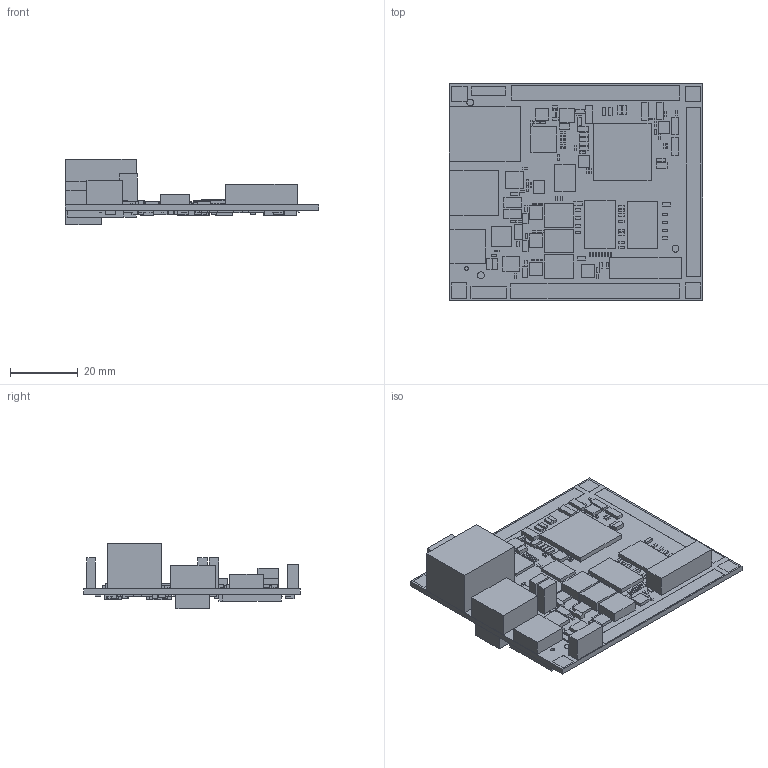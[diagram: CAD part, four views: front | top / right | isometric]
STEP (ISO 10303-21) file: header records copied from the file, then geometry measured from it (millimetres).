
FILE_DESCRIPTION(/* description */ ('PCB Design'),/* implementation_level */ '2;1');
FILE_NAME(/* name */ 'AC7010-STEP',/* time_stamp */ '2021-10-11T15:20:59+08:00',/* author */ ('ALINX-11'),/* organization */ (''),/* preprocessor_version */ 'ST-DEVELOPER v16',/* originating_system */ 'allegro_17.2S007',/* authorisation */ '');
FILE_SCHEMA (('AUTOMOTIVE_DESIGN { 1 0 10303 214 3 1 1 }'));
Length unit declared in the file: inch
Products named in the file (42): AC7010-STEP; BOARD_OUTLINE; COMPONENTS; 87831-1420-MOLEX; USB_TYPEA; JUMPER2; DIP-4; IDC-40J; C0603; C1206; L0603; TCM811TERCTR; FID_C40M80; TAN-SMB; QFN24_RTW; MICRO_SD; TLV62130RGT; C0402; C0805; QFN-28; MLP8; TPS2051BDBV; GE_RJ45; MINIUSBB; TPS51200DRCR; TSSOP8; CDRH6D38NP_5R; LEDSO; KEY735SO; SOT-23-5; R0805; HOLE; FBGA_96; CLG400; OSC3_2X2_5; SX2-1205; QFN_7X7; USB3320C; BAS16XV2T1G; R1206 ...
Assembly tree (383 placements, depth 3):
  AC7010-STEP
    BOARD_OUTLINE
    COMPONENTS
      87831-1420-MOLEX
      USB_TYPEA
      JUMPER2  x2
      DIP-4
      IDC-40J  x3
      C0603  x37
      C1206  x11
      L0603  x6
      TCM811TERCTR
      FID_C40M80  x6
      TAN-SMB
      QFN24_RTW
      MICRO_SD
      TLV62130RGT  x3
      C0402  x144
      C0805  x28
      QFN-28
      MLP8
      TPS2051BDBV
      GE_RJ45
      MINIUSBB  x2
      TPS51200DRCR
      TSSOP8
      CDRH6D38NP_5R  x3
      LEDSO  x4
      KEY735SO
      SOT-23-5  x3
      R0805
      HOLE  x4
      FBGA_96  x2
      CLG400
      OSC3_2X2_5  x2
      SX2-1205  x2
      QFN_7X7
      USB3320C
      BAS16XV2T1G
      R1206
      R0402  x98
      SON10_3X3
Bounding box: 75 x 64 x 19.43 mm (x, y, z)
Surface area: 22970.3 mm2 (no closed solid volume)
Topology: 0 solids, 382 shells, 2296 faces, 5002 edges, 3072 vertices
Faces by surface type: plane 2268, cylinder 28
Entity records: 10535 total; most frequent: DIRECTION 1455, AXIS2_PLACEMENT_3D 1056, ORIENTED_EDGE 1044, CARTESIAN_POINT 880, EDGE_CURVE 570, VECTOR 534, LINE 534, VERTEX_POINT 444
